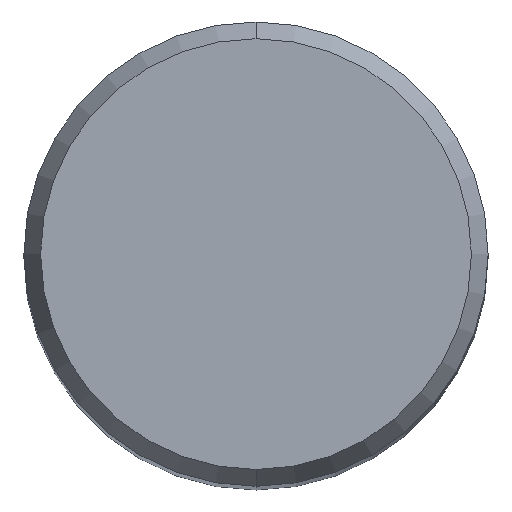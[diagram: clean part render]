
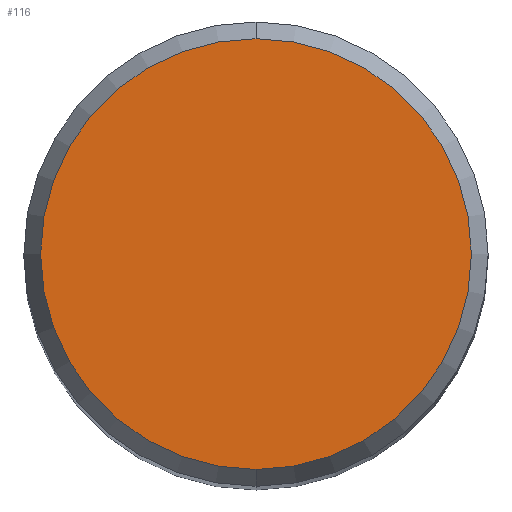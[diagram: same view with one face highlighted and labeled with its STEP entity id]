
A CAD part, top view. The second image highlights one B-rep face of the part: STEP entity #116.
In plain terms, the highlighted planar face has unit normal (0, 0, 1).
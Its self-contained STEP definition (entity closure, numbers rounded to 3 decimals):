
#116=ADVANCED_FACE('',(#262),#263,.T.);
#128=EDGE_CURVE('',#140,#136,#275,.T.);
#136=VERTEX_POINT('',#283);
#140=VERTEX_POINT('',#287);
#162=EDGE_CURVE('',#136,#140,#314,.T.);
#262=FACE_OUTER_BOUND('',#426,.T.);
#263=PLANE('',#427);
#275=CIRCLE('',#443,5.892);
#283=CARTESIAN_POINT('',(0.,-5.892,0.0));
#287=CARTESIAN_POINT('',(0.0,5.892,0.0));
#314=CIRCLE('',#492,5.892);
#426=EDGE_LOOP('',(#595,#596));
#427=AXIS2_PLACEMENT_3D('',#597,#598,#599);
#443=AXIS2_PLACEMENT_3D('',#609,#610,#611);
#492=AXIS2_PLACEMENT_3D('',#661,#662,#663);
#595=ORIENTED_EDGE('',*,*,#128,.F.);
#596=ORIENTED_EDGE('',*,*,#162,.F.);
#597=CARTESIAN_POINT('',(0.0,2.946,0.0));
#598=DIRECTION('',(-0.0,0.0,1.0));
#599=DIRECTION('',(0.0,-1.0,0.0));
#609=CARTESIAN_POINT('',(0.0,0.0,0.0));
#610=DIRECTION('',(0.0,0.0,-1.0));
#611=DIRECTION('',(0.0,1.0,0.0));
#661=CARTESIAN_POINT('',(0.0,0.0,0.0));
#662=DIRECTION('',(0.0,0.0,-1.0));
#663=DIRECTION('',(0.0,1.0,0.0));
